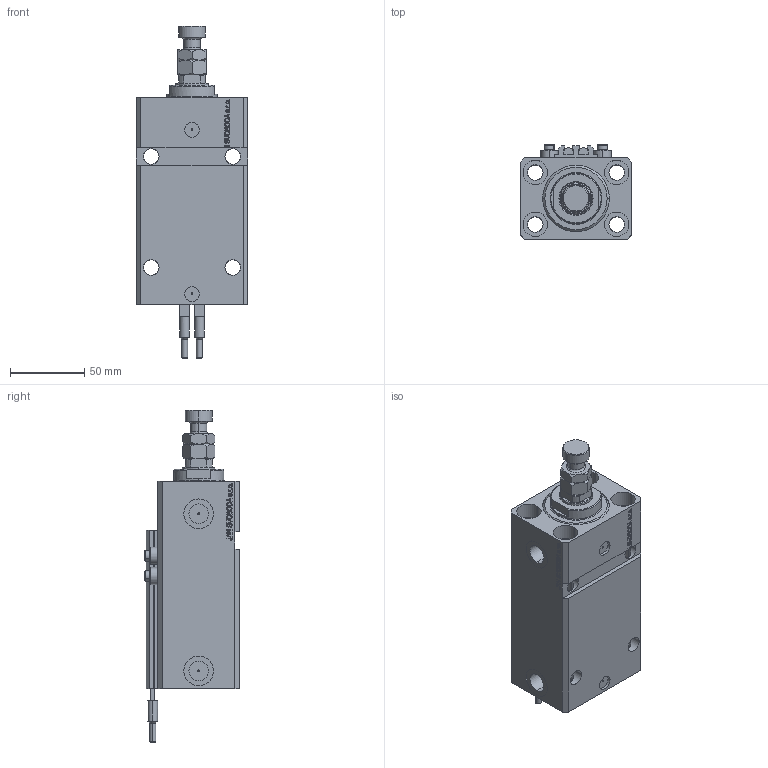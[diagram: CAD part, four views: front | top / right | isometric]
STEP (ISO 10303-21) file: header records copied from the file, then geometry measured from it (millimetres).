
FILE_DESCRIPTION (( 'STEP AP203' ), '1' );
FILE_NAME ('bd67.STEP', '2023-10-07T18:21:52', ( '' ), ( '' ), 'SwSTEP 2.0', 'SolidWorks 2019', '' );
FILE_SCHEMA (( 'CONFIG_CONTROL_DESIGN' ));
Length unit declared in the file: millimetre
Products named in the file (7): ALLEN BOLT V250CE 418fe1f3c1b5b770f66671504de93bfd; V250CE_C_VCP 418fe1f3c1b5b770f66671504de93bfd; SWITCH_V250CE 418fe1f3c1b5b770f66671504de93bfd; bd67; V250CE_VC_E 418fe1f3c1b5b770f66671504de93bfd; V250CE_E_Body 418fe1f3c1b5b770f66671504de93bfd; MFA 418fe1f3c1b5b770f66671504de93bfd
Assembly tree (10 placements, depth 2):
  bd67
    V250CE_E_Body 418fe1f3c1b5b770f66671504de93bfd
    ALLEN BOLT V250CE 418fe1f3c1b5b770f66671504de93bfd  x4
    V250CE_C_VCP 418fe1f3c1b5b770f66671504de93bfd
    V250CE_VC_E 418fe1f3c1b5b770f66671504de93bfd
    MFA 418fe1f3c1b5b770f66671504de93bfd
    SWITCH_V250CE 418fe1f3c1b5b770f66671504de93bfd  x2
Bounding box: 75 x 64 x 224 mm (x, y, z)
Volume: 493239.7 mm3; surface area: 121899.1 mm2
Topology: 11 solids, 11 shells, 1204 faces, 2962 edges, 1889 vertices
Faces by surface type: plane 566, bspline 354, cylinder 174, cone 88, torus 22
Entity records: 50356 total; most frequent: CARTESIAN_POINT 25609, ORIENTED_EDGE 5506, DIRECTION 3771, EDGE_CURVE 2753, VERTEX_POINT 1775, LINE 1605, VECTOR 1605, EDGE_LOOP 1246
